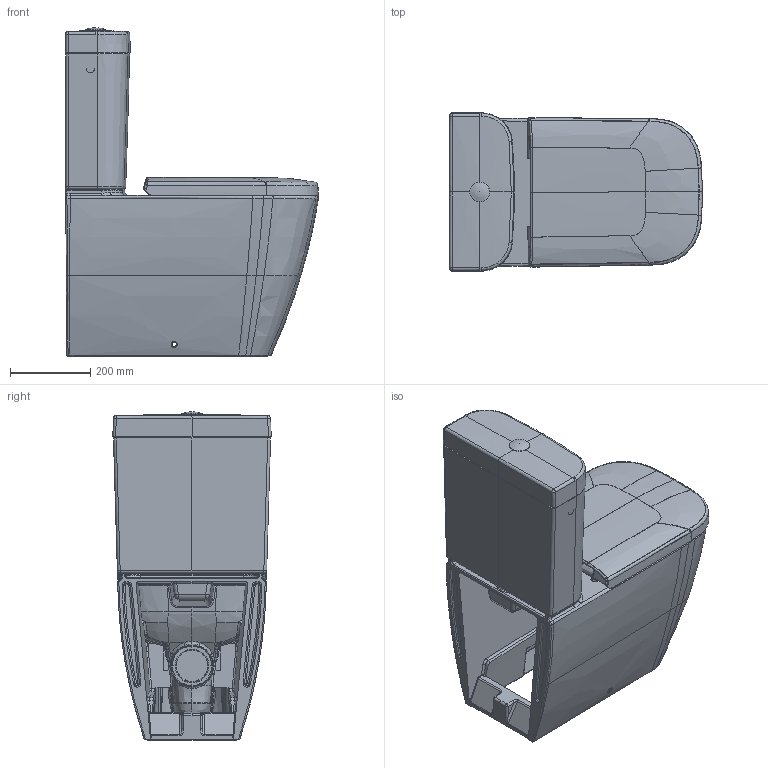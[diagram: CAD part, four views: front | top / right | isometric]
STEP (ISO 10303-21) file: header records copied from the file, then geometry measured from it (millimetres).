
FILE_DESCRIPTION((''),'2;1');
FILE_NAME('213409_093410.stp','2013-06-12T16:24:28',('Administrator'),(''),'Autodesk Inventor 2011','Autodesk Inventor 2011','');
FILE_SCHEMA(('CONFIG_CONTROL_DESIGN'));
Length unit declared in the file: millimetre
Products named in the file (6): 213409_093410; 213409; 093410; SPK Taster HappyDay2; 006451
Assembly tree (5 placements, depth 3):
  213409_093410
    213409
    093410
    SPK Taster HappyDay2
    006451
      006451
Bounding box: 629.22 x 394 x 817.27 mm (x, y, z)
Volume: 34878226.5 mm3; surface area: 3619020.3 mm2
Topology: 6 solids, 8 shells, 2003 faces, 4985 edges, 2966 vertices
Faces by surface type: bspline 1709, plane 116, cylinder 100, sphere 28, cone 28, torus 22
Full cylindrical faces by diameter (mm): 11 x2, 15 x4, 19 x1, 20 x1, 40 x1, 50 x1, 65 x1, 70 x1
Entity records: 213056 total; most frequent: CARTESIAN_POINT 174750, ORIENTED_EDGE 9786, EDGE_CURVE 4932, DIRECTION 3396, B_SPLINE_CURVE_WITH_KNOTS 3021, VERTEX_POINT 2958, EDGE_LOOP 2055, FACE_OUTER_BOUND 2003
